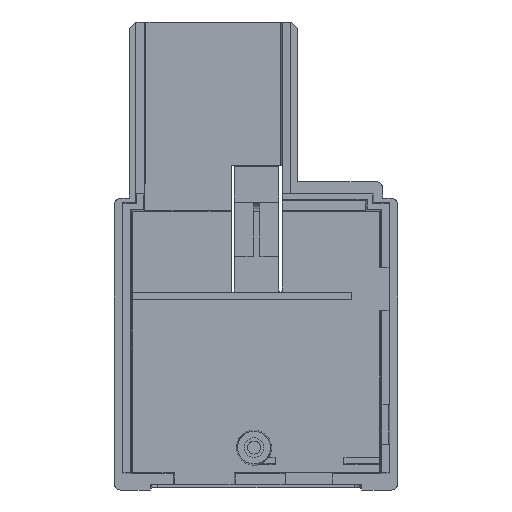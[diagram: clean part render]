
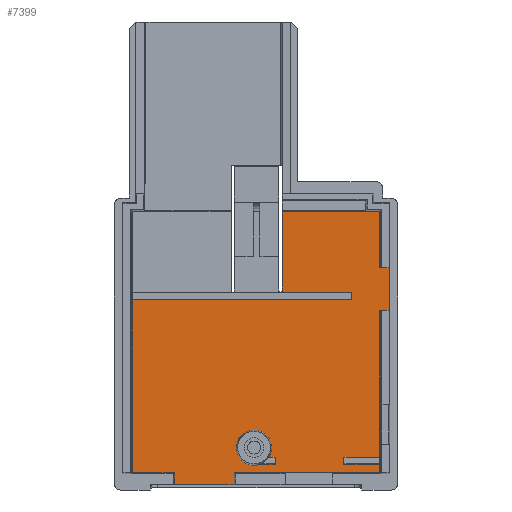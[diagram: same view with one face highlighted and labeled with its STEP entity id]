
A CAD part, top view. The second image highlights one B-rep face of the part: STEP entity #7399.
In plain terms, the highlighted planar face has unit normal (0, 0, 1).
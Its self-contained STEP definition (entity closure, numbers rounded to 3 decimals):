
#856=CARTESIAN_POINT('',(25.45,30.5,-9.5));
#857=DIRECTION('',(0.,0.,-1.));
#858=DIRECTION('',(1.,0.,0.));
#859=AXIS2_PLACEMENT_3D('',#856,#857,#858);
#1031=DIRECTION('',(1.,0.,0.));
#1032=VECTOR('',#1031,9.168);
#1033=CARTESIAN_POINT('',(9.176,0.85,-9.5));
#1034=LINE('',#1033,#1032);
#1073=DIRECTION('',(0.,1.,0.));
#1074=VECTOR('',#1073,1.816);
#1075=CARTESIAN_POINT('',(9.176,0.85,-9.5));
#1076=LINE('',#1075,#1074);
#1085=DIRECTION('',(1.,0.,0.));
#1086=VECTOR('',#1085,6.405);
#1087=CARTESIAN_POINT('',(2.771,2.666,-9.5));
#1088=LINE('',#1087,#1086);
#1097=DIRECTION('',(0.,-1.,0.));
#1098=VECTOR('',#1097,26.484);
#1099=CARTESIAN_POINT('',(2.771,29.15,-9.5));
#1100=LINE('',#1099,#1098);
#2220=DIRECTION('',(-1.,0.,0.));
#2221=VECTOR('',#2220,10.96);
#2222=CARTESIAN_POINT('',(36.41,30.25,-9.5));
#2223=LINE('',#2222,#2221);
#2224=DIRECTION('',(0.,-1.,0.));
#2225=VECTOR('',#2224,12.234);
#2226=CARTESIAN_POINT('',(25.7,42.734,-9.5));
#2227=LINE('',#2226,#2225);
#2228=DIRECTION('',(1.,0.,0.));
#2229=VECTOR('',#2228,14.939);
#2230=CARTESIAN_POINT('',(25.7,42.734,-9.5));
#2231=LINE('',#2230,#2229);
#2232=DIRECTION('',(0.,-1.,0.));
#2233=VECTOR('',#2232,8.684);
#2234=CARTESIAN_POINT('',(40.639,42.734,-9.5));
#2235=LINE('',#2234,#2233);
#2236=DIRECTION('',(-1.,0.,0.));
#2237=VECTOR('',#2236,1.566);
#2238=CARTESIAN_POINT('',(42.205,34.05,-9.5));
#2239=LINE('',#2238,#2237);
#2240=DIRECTION('',(0.,1.,0.));
#2241=VECTOR('',#2240,6.55);
#2242=CARTESIAN_POINT('',(42.205,27.5,-9.5));
#2243=LINE('',#2242,#2241);
#2244=DIRECTION('',(1.,0.,0.));
#2245=VECTOR('',#2244,1.566);
#2246=CARTESIAN_POINT('',(40.639,27.5,-9.5));
#2247=LINE('',#2246,#2245);
#2248=DIRECTION('',(0.,-1.,0.));
#2249=VECTOR('',#2248,22.5);
#2250=CARTESIAN_POINT('',(40.639,27.5,-9.5));
#2251=LINE('',#2250,#2249);
#2252=DIRECTION('',(1.,0.,0.));
#2253=VECTOR('',#2252,5.5);
#2254=CARTESIAN_POINT('',(35.139,5.,-9.5));
#2255=LINE('',#2254,#2253);
#2256=DIRECTION('',(0.,-1.,0.));
#2257=VECTOR('',#2256,1.);
#2258=CARTESIAN_POINT('',(35.139,5.,-9.5));
#2259=LINE('',#2258,#2257);
#2260=DIRECTION('',(1.,0.,0.));
#2261=VECTOR('',#2260,5.5);
#2262=CARTESIAN_POINT('',(35.139,4.,-9.5));
#2263=LINE('',#2262,#2261);
#2264=DIRECTION('',(0.,-1.,0.));
#2265=VECTOR('',#2264,1.334);
#2266=CARTESIAN_POINT('',(40.639,4.,-9.5));
#2267=LINE('',#2266,#2265);
#2268=DIRECTION('',(1.,0.,0.));
#2269=VECTOR('',#2268,33.639);
#2270=CARTESIAN_POINT('',(2.771,29.15,-9.5));
#2271=LINE('',#2270,#2269);
#2272=DIRECTION('',(0.,-1.,0.));
#2273=VECTOR('',#2272,1.1);
#2274=CARTESIAN_POINT('',(36.41,30.25,-9.5));
#2275=LINE('',#2274,#2273);
#2276=CARTESIAN_POINT('',(21.405,6.5,-9.5));
#2277=DIRECTION('',(0.,0.,1.));
#2278=DIRECTION('',(1.,0.,0.));
#2279=AXIS2_PLACEMENT_3D('',#2276,#2277,#2278);
#2281=CARTESIAN_POINT('',(21.405,6.5,-9.5));
#2282=DIRECTION('',(0.,0.,1.));
#2283=DIRECTION('',(-1.,0.,0.));
#2284=AXIS2_PLACEMENT_3D('',#2281,#2282,#2283);
#2286=DIRECTION('',(-1.,0.,0.));
#2287=VECTOR('',#2286,2.214);
#2288=CARTESIAN_POINT('',(24.639,4.,-9.5));
#2289=LINE('',#2288,#2287);
#2290=DIRECTION('',(0.,-1.,0.));
#2291=VECTOR('',#2290,1.);
#2292=CARTESIAN_POINT('',(24.639,5.,-9.5));
#2293=LINE('',#2292,#2291);
#2294=DIRECTION('',(-1.,0.,0.));
#2295=VECTOR('',#2294,0.989);
#2296=CARTESIAN_POINT('',(24.639,5.,-9.5));
#2297=LINE('',#2296,#2295);
#2298=CARTESIAN_POINT('',(21.405,6.5,-9.5));
#2299=DIRECTION('',(0.,0.,1.));
#2300=DIRECTION('',(0.831,-0.556,0.));
#2301=AXIS2_PLACEMENT_3D('',#2298,#2299,#2300);
#2813=DIRECTION('',(1.,0.,0.));
#2814=VECTOR('',#2813,22.295);
#2815=CARTESIAN_POINT('',(18.344,2.666,-9.5));
#2816=LINE('',#2815,#2814);
#2829=DIRECTION('',(0.,-1.,0.));
#2830=VECTOR('',#2829,1.816);
#2831=CARTESIAN_POINT('',(18.344,2.666,-9.5));
#2832=LINE('',#2831,#2830);
#3301=CARTESIAN_POINT('',(2.771,29.15,-9.5));
#3302=CARTESIAN_POINT('',(36.41,29.15,-9.5));
#3303=VERTEX_POINT('',#3301);
#3304=VERTEX_POINT('',#3302);
#3309=CARTESIAN_POINT('',(2.771,2.666,-9.5));
#3310=VERTEX_POINT('',#3309);
#3319=CARTESIAN_POINT('',(36.41,30.25,-9.5));
#3320=VERTEX_POINT('',#3319);
#3329=CARTESIAN_POINT('',(35.139,5.,-9.5));
#3330=CARTESIAN_POINT('',(35.139,4.,-9.5));
#3331=VERTEX_POINT('',#3329);
#3332=VERTEX_POINT('',#3330);
#3337=CARTESIAN_POINT('',(40.639,4.,-9.5));
#3338=CARTESIAN_POINT('',(40.639,2.666,-9.5));
#3339=VERTEX_POINT('',#3337);
#3340=VERTEX_POINT('',#3338);
#3375=CARTESIAN_POINT('',(40.639,42.734,-9.5));
#3376=VERTEX_POINT('',#3375);
#3437=CARTESIAN_POINT('',(42.205,27.5,-9.5));
#3438=CARTESIAN_POINT('',(42.205,34.05,-9.5));
#3439=VERTEX_POINT('',#3437);
#3440=VERTEX_POINT('',#3438);
#3442=CARTESIAN_POINT('',(40.639,27.5,-9.5));
#3444=VERTEX_POINT('',#3442);
#3446=CARTESIAN_POINT('',(40.639,34.05,-9.5));
#3448=VERTEX_POINT('',#3446);
#3461=CARTESIAN_POINT('',(40.639,5.,-9.5));
#3462=VERTEX_POINT('',#3461);
#3536=CARTESIAN_POINT('',(9.176,2.666,-9.5));
#3538=VERTEX_POINT('',#3536);
#3540=CARTESIAN_POINT('',(18.344,2.666,-9.5));
#3542=VERTEX_POINT('',#3540);
#3543=CARTESIAN_POINT('',(9.176,0.85,-9.5));
#3545=VERTEX_POINT('',#3543);
#3547=CARTESIAN_POINT('',(18.344,0.85,-9.5));
#3549=VERTEX_POINT('',#3547);
#3624=CARTESIAN_POINT('',(25.7,42.734,-9.5));
#3626=VERTEX_POINT('',#3624);
#4105=CARTESIAN_POINT('',(25.7,30.5,-9.5));
#4107=VERTEX_POINT('',#4105);
#4112=CARTESIAN_POINT('',(25.45,30.25,-9.5));
#4113=VERTEX_POINT('',#4112);
#4148=CARTESIAN_POINT('',(24.105,6.5,-9.5));
#4149=CARTESIAN_POINT('',(18.705,6.5,-9.5));
#4150=VERTEX_POINT('',#4148);
#4151=VERTEX_POINT('',#4149);
#4152=CARTESIAN_POINT('',(22.425,4.,-9.5));
#4153=VERTEX_POINT('',#4152);
#4162=CARTESIAN_POINT('',(24.639,5.,-9.5));
#4163=CARTESIAN_POINT('',(24.639,4.,-9.5));
#4164=VERTEX_POINT('',#4162);
#4165=VERTEX_POINT('',#4163);
#4166=CARTESIAN_POINT('',(23.65,5.,-9.5));
#4167=VERTEX_POINT('',#4166);
#7343=CARTESIAN_POINT('',(21.705,23.6,-9.5));
#7344=DIRECTION('',(0.,0.,1.));
#7345=DIRECTION('',(1.,0.,0.));
#7346=AXIS2_PLACEMENT_3D('',#7343,#7344,#7345);
#7347=PLANE('',#7346);
#7348=ORIENTED_EDGE('',*,*,#6473,.T.);
#7349=ORIENTED_EDGE('',*,*,#5440,.F.);
#7350=ORIENTED_EDGE('',*,*,#5484,.F.);
#7352=ORIENTED_EDGE('',*,*,#7351,.T.);
#7354=ORIENTED_EDGE('',*,*,#7353,.T.);
#7356=ORIENTED_EDGE('',*,*,#7355,.F.);
#7358=ORIENTED_EDGE('',*,*,#7357,.F.);
#7360=ORIENTED_EDGE('',*,*,#7359,.F.);
#7362=ORIENTED_EDGE('',*,*,#7361,.T.);
#7364=ORIENTED_EDGE('',*,*,#7363,.F.);
#7366=ORIENTED_EDGE('',*,*,#7365,.T.);
#7368=ORIENTED_EDGE('',*,*,#7367,.T.);
#7370=ORIENTED_EDGE('',*,*,#7369,.T.);
#7372=ORIENTED_EDGE('',*,*,#7371,.F.);
#7374=ORIENTED_EDGE('',*,*,#7373,.T.);
#7375=ORIENTED_EDGE('',*,*,#5730,.F.);
#7376=ORIENTED_EDGE('',*,*,#5764,.T.);
#7377=ORIENTED_EDGE('',*,*,#5780,.F.);
#7378=ORIENTED_EDGE('',*,*,#5794,.F.);
#7380=ORIENTED_EDGE('',*,*,#7379,.T.);
#7382=ORIENTED_EDGE('',*,*,#7381,.F.);
#7383=EDGE_LOOP('',(#7348,#7349,#7350,#7352,#7354,#7356,#7358,#7360,#7362,#7364,
#7366,#7368,#7370,#7372,#7374,#7375,#7376,#7377,#7378,#7380,#7382));
#7384=FACE_OUTER_BOUND('',#7383,.F.);
#7386=ORIENTED_EDGE('',*,*,#7385,.T.);
#7388=ORIENTED_EDGE('',*,*,#7387,.T.);
#7390=ORIENTED_EDGE('',*,*,#7389,.F.);
#7392=ORIENTED_EDGE('',*,*,#7391,.F.);
#7394=ORIENTED_EDGE('',*,*,#7393,.T.);
#7396=ORIENTED_EDGE('',*,*,#7395,.T.);
#7397=EDGE_LOOP('',(#7386,#7388,#7390,#7392,#7394,#7396));
#7398=FACE_BOUND('',#7397,.F.);
#7399=ADVANCED_FACE('',(#7384,#7398),#7347,.T.);
#860=CIRCLE('',#859,0.25);
#2280=CIRCLE('',#2279,2.7);
#2285=CIRCLE('',#2284,2.7);
#2302=CIRCLE('',#2301,2.7);
#5440=EDGE_CURVE('',#4107,#4113,#860,.T.);
#5484=EDGE_CURVE('',#3626,#4107,#2227,.T.);
#5730=EDGE_CURVE('',#3545,#3549,#1034,.T.);
#5764=EDGE_CURVE('',#3545,#3538,#1076,.T.);
#5780=EDGE_CURVE('',#3310,#3538,#1088,.T.);
#5794=EDGE_CURVE('',#3303,#3310,#1100,.T.);
#6473=EDGE_CURVE('',#3320,#4113,#2223,.T.);
#7351=EDGE_CURVE('',#3626,#3376,#2231,.T.);
#7353=EDGE_CURVE('',#3376,#3448,#2235,.T.);
#7355=EDGE_CURVE('',#3440,#3448,#2239,.T.);
#7357=EDGE_CURVE('',#3439,#3440,#2243,.T.);
#7359=EDGE_CURVE('',#3444,#3439,#2247,.T.);
#7361=EDGE_CURVE('',#3444,#3462,#2251,.T.);
#7363=EDGE_CURVE('',#3331,#3462,#2255,.T.);
#7365=EDGE_CURVE('',#3331,#3332,#2259,.T.);
#7367=EDGE_CURVE('',#3332,#3339,#2263,.T.);
#7369=EDGE_CURVE('',#3339,#3340,#2267,.T.);
#7371=EDGE_CURVE('',#3542,#3340,#2816,.T.);
#7373=EDGE_CURVE('',#3542,#3549,#2832,.T.);
#7379=EDGE_CURVE('',#3303,#3304,#2271,.T.);
#7381=EDGE_CURVE('',#3320,#3304,#2275,.T.);
#7385=EDGE_CURVE('',#4150,#4151,#2280,.T.);
#7387=EDGE_CURVE('',#4151,#4153,#2285,.T.);
#7389=EDGE_CURVE('',#4165,#4153,#2289,.T.);
#7391=EDGE_CURVE('',#4164,#4165,#2293,.T.);
#7393=EDGE_CURVE('',#4164,#4167,#2297,.T.);
#7395=EDGE_CURVE('',#4167,#4150,#2302,.T.);
